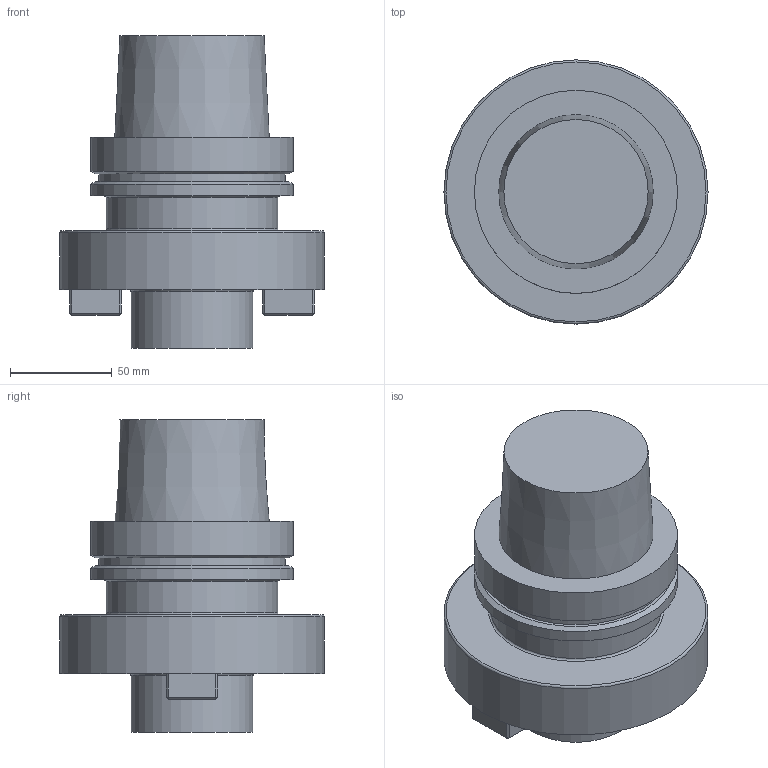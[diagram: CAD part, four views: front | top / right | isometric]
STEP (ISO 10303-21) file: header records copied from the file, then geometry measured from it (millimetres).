
FILE_DESCRIPTION(/* description */ (''),/* implementation_level */ '2;1');
FILE_NAME(/* name */ 'TOOLCOMP_1.STP',/* time_stamp */ '2022-11-10T12:21:06+01:00',/* author */ (''),/* organization */ ('SMS'),/* preprocessor_version */ 'ST-DEVELOPER v16.7',/* originating_system */ 'SIEMENS PLM Software NX 12.0',/* authorisation */ '');
FILE_SCHEMA (('AUTOMOTIVE_DESIGN { 1 0 10303 214 3 1 1 1 }'));
Length unit declared in the file: millimetre
Products named in the file (2): NOCUT_COMP20221110121948; TOOLCOMP_1
Assembly tree (1 placements, depth 2):
  TOOLCOMP_1
    NOCUT_COMP20221110121948
Bounding box: 130 x 130 x 154 mm (x, y, z)
Volume: 2024602.5 mm3; surface area: 153194.9 mm2
Topology: 2 solids, 2 shells, 110 faces, 218 edges, 131 vertices
Faces by surface type: plane 84, cylinder 12, torus 8, cone 6
Full cylindrical faces by diameter (mm): 60 x2, 84.267 x2, 92 x2, 100 x4, 130 x2
Entity records: 2663 total; most frequent: DIRECTION 458, CARTESIAN_POINT 424, ORIENTED_EDGE 368, EDGE_CURVE 184, AXIS2_PLACEMENT_3D 157, EDGE_LOOP 152, LINE 144, VECTOR 144
